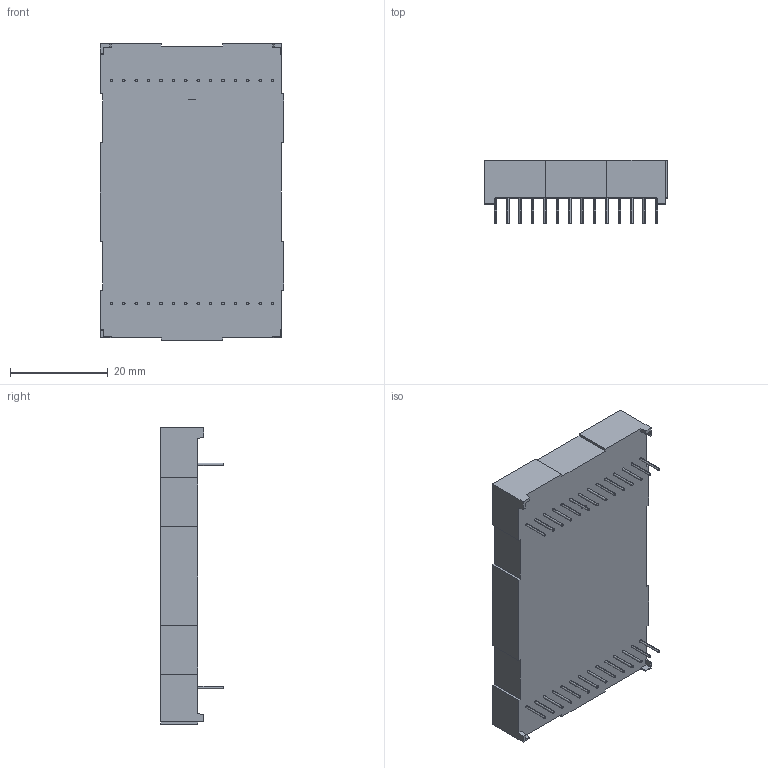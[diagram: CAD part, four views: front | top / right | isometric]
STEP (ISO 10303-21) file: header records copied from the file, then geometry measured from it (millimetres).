
FILE_DESCRIPTION (( 'STEP AP214' ), '1' );
FILE_NAME ('XMxxxx60x-1A.STEP', '2015-09-04T17:08:29', ( '' ), ( '' ), 'SwSTEP 2.0', 'SolidWorks 2012', '' );
FILE_SCHEMA (( 'AUTOMOTIVE_DESIGN' ));
Length unit declared in the file: millimetre
Products named in the file (1): XMxxxx60x-1A
Bounding box: 37.6 x 12.9 x 60.8 mm (x, y, z)
Volume: 17111.7 mm3; surface area: 6309.2 mm2
Topology: 1 solids, 1 shells, 444 faces, 1074 edges, 716 vertices
Faces by surface type: plane 240, cylinder 136, bspline 68
Entity records: 17915 total; most frequent: CARTESIAN_POINT 5431, ORIENTED_EDGE 2148, DIRECTION 1964, EDGE_CURVE 1074, VERTEX_POINT 716, VECTOR 666, LINE 666, AXIS2_PLACEMENT_3D 649
